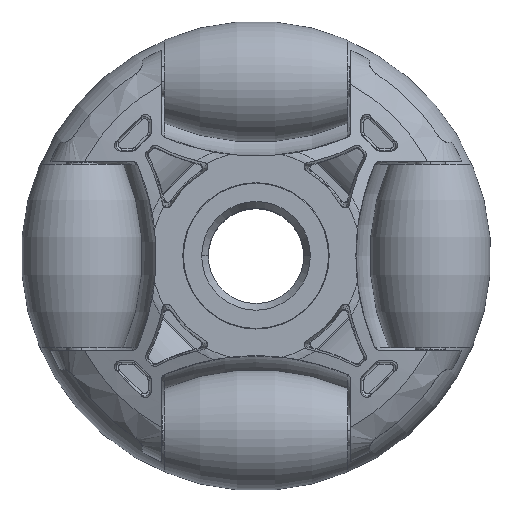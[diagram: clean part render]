
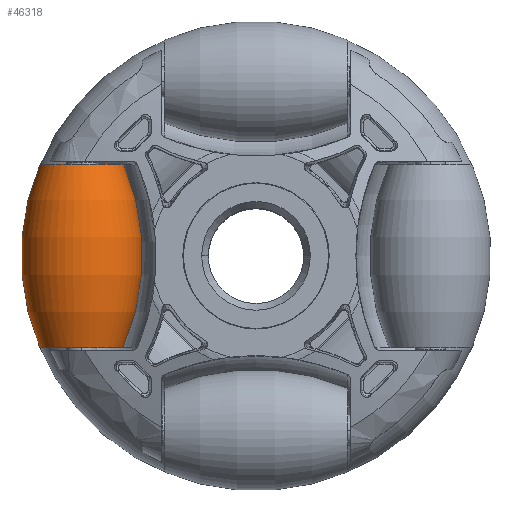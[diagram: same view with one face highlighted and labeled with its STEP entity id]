
A CAD part, top view. The second image highlights one B-rep face of the part: STEP entity #46318.
In plain terms, the highlighted toroidal (fillet/blend) face has major radius 14.8 mm and minor radius 20 mm.
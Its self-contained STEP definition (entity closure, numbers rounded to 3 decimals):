
#268 = CIRCLE ( 'NONE', #43522, 20. ) ;
#414 = CARTESIAN_POINT ( 'NONE',  ( -15., 7.9, 8. ) ) ;
#2412 = DIRECTION ( 'NONE',  ( -1., 0., 0. ) ) ;
#3198 = EDGE_CURVE ( 'NONE', #46949, #34465, #38703, .T. ) ;
#5225 = CARTESIAN_POINT ( 'NONE',  ( -29.8, 0., 8. ) ) ;
#7709 = ORIENTED_EDGE ( 'NONE', *, *, #3198, .T. ) ;
#8484 = DIRECTION ( 'NONE',  ( 0., 0., 1. ) ) ;
#9039 = CARTESIAN_POINT ( 'NONE',  ( -15., -7.9, 8. ) ) ;
#9860 = AXIS2_PLACEMENT_3D ( 'NONE', #9039, #16711, #17475 ) ;
#10375 = CARTESIAN_POINT ( 'NONE',  ( -15., 0., 8. ) ) ;
#16711 = DIRECTION ( 'NONE',  ( 0., 1., 0. ) ) ;
#16937 = TOROIDAL_SURFACE ( 'NONE', #39061, -14.8, 20. ) ;
#17475 = DIRECTION ( 'NONE',  ( 1., 0., 0. ) ) ;
#24148 = CARTESIAN_POINT ( 'NONE',  ( -18.574, -7.9, 8. ) ) ;
#24441 = EDGE_LOOP ( 'NONE', ( #44236, #7709, #30525, #40197 ) ) ;
#25198 = CIRCLE ( 'NONE', #50076, 20. ) ;
#26267 = DIRECTION ( 'NONE',  ( 1., 0., 0. ) ) ;
#28282 = AXIS2_PLACEMENT_3D ( 'NONE', #414, #44785, #37051 ) ;
#30198 = CARTESIAN_POINT ( 'NONE',  ( -18.574, 7.9, 8. ) ) ;
#30216 = VERTEX_POINT ( 'NONE', #30198 ) ;
#30266 = DIRECTION ( 'NONE',  ( 0., 1., 0. ) ) ;
#30523 = CARTESIAN_POINT ( 'NONE',  ( -0.2, 0., 8. ) ) ;
#30525 = ORIENTED_EDGE ( 'NONE', *, *, #32132, .T. ) ;
#32132 = EDGE_CURVE ( 'NONE', #34465, #48614, #25198, .T. ) ;
#32558 = CIRCLE ( 'NONE', #28282, 3.574 ) ;
#34465 = VERTEX_POINT ( 'NONE', #39285 ) ;
#35253 = EDGE_CURVE ( 'NONE', #46949, #30216, #268, .T. ) ;
#37051 = DIRECTION ( 'NONE',  ( 1., 0., 0. ) ) ;
#38374 = EDGE_CURVE ( 'NONE', #48614, #30216, #32558, .T. ) ;
#38703 = CIRCLE ( 'NONE', #9860, 3.574 ) ;
#38820 = DIRECTION ( 'NONE',  ( 0., 0., -1. ) ) ;
#39061 = AXIS2_PLACEMENT_3D ( 'NONE', #10375, #30266, #26267 ) ;
#39285 = CARTESIAN_POINT ( 'NONE',  ( -11.426, -7.9, 8. ) ) ;
#40197 = ORIENTED_EDGE ( 'NONE', *, *, #38374, .T. ) ;
#40886 = DIRECTION ( 'NONE',  ( 1., 0., 0. ) ) ;
#43522 = AXIS2_PLACEMENT_3D ( 'NONE', #30523, #38820, #2412 ) ;
#43621 = CARTESIAN_POINT ( 'NONE',  ( -11.426, 7.9, 8. ) ) ;
#44236 = ORIENTED_EDGE ( 'NONE', *, *, #35253, .F. ) ;
#44785 = DIRECTION ( 'NONE',  ( 0., -1., 0. ) ) ;
#46318 = ADVANCED_FACE ( 'NONE', ( #51083 ), #16937, .T. ) ;
#46949 = VERTEX_POINT ( 'NONE', #24148 ) ;
#48614 = VERTEX_POINT ( 'NONE', #43621 ) ;
#50076 = AXIS2_PLACEMENT_3D ( 'NONE', #5225, #8484, #40886 ) ;
#51083 = FACE_OUTER_BOUND ( 'NONE', #24441, .T. ) ;
